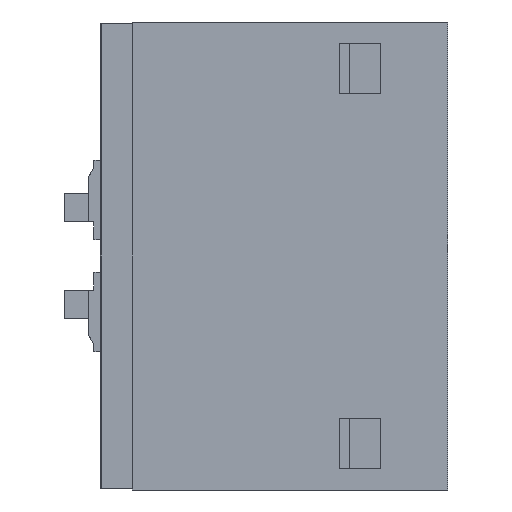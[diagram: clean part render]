
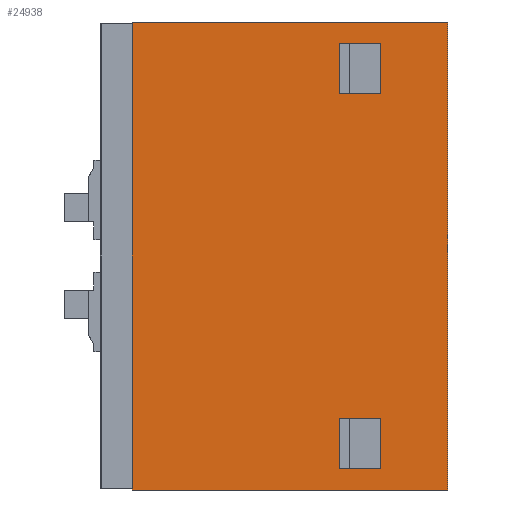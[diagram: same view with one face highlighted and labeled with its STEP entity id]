
A CAD part, left-side view. The second image highlights one B-rep face of the part: STEP entity #24938.
In plain terms, the highlighted planar face has unit normal (-1, 0, 0).
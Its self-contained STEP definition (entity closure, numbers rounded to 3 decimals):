
#7800=ORIENTED_EDGE('',*,*,#11634,.T.);
#7801=ORIENTED_EDGE('',*,*,#11629,.T.);
#7802=ORIENTED_EDGE('',*,*,#11635,.T.);
#7803=ORIENTED_EDGE('',*,*,#11636,.T.);
#7804=ORIENTED_EDGE('',*,*,#11637,.T.);
#7805=ORIENTED_EDGE('',*,*,#11638,.F.);
#7806=ORIENTED_EDGE('',*,*,#11639,.F.);
#7807=ORIENTED_EDGE('',*,*,#11640,.T.);
#7808=ORIENTED_EDGE('',*,*,#11641,.T.);
#7809=ORIENTED_EDGE('',*,*,#11633,.T.);
#7810=ORIENTED_EDGE('',*,*,#11642,.T.);
#7811=ORIENTED_EDGE('',*,*,#11643,.T.);
#11629=EDGE_CURVE('',#14127,#14129,#16959,.T.);
#11633=EDGE_CURVE('',#14131,#14133,#16963,.T.);
#11634=EDGE_CURVE('',#14134,#14127,#16964,.T.);
#11635=EDGE_CURVE('',#14129,#14135,#16965,.T.);
#11636=EDGE_CURVE('',#14135,#14134,#16966,.T.);
#11637=EDGE_CURVE('',#14136,#14137,#16967,.T.);
#11638=EDGE_CURVE('',#14138,#14137,#16968,.T.);
#11639=EDGE_CURVE('',#14139,#14138,#16969,.T.);
#11640=EDGE_CURVE('',#14139,#14136,#16970,.T.);
#11641=EDGE_CURVE('',#14140,#14131,#16971,.T.);
#11642=EDGE_CURVE('',#14133,#14141,#16972,.T.);
#11643=EDGE_CURVE('',#14141,#14140,#16973,.T.);
#14127=VERTEX_POINT('',#40912);
#14129=VERTEX_POINT('',#40916);
#14131=VERTEX_POINT('',#40921);
#14133=VERTEX_POINT('',#40925);
#14134=VERTEX_POINT('',#40929);
#14135=VERTEX_POINT('',#40931);
#14136=VERTEX_POINT('',#40934);
#14137=VERTEX_POINT('',#40935);
#14138=VERTEX_POINT('',#40937);
#14139=VERTEX_POINT('',#40939);
#14140=VERTEX_POINT('',#40942);
#14141=VERTEX_POINT('',#40944);
#16959=LINE('',#40917,#19805);
#16963=LINE('',#40926,#19809);
#16964=LINE('',#40928,#19810);
#16965=LINE('',#40930,#19811);
#16966=LINE('',#40932,#19812);
#16967=LINE('',#40933,#19813);
#16968=LINE('',#40936,#19814);
#16969=LINE('',#40938,#19815);
#16970=LINE('',#40940,#19816);
#16971=LINE('',#40941,#19817);
#16972=LINE('',#40943,#19818);
#16973=LINE('',#40945,#19819);
#19805=VECTOR('',#33594,1000.);
#19809=VECTOR('',#33600,1000.);
#19810=VECTOR('',#33603,1000.);
#19811=VECTOR('',#33604,1000.);
#19812=VECTOR('',#33605,1000.);
#19813=VECTOR('',#33606,1000.);
#19814=VECTOR('',#33607,1000.);
#19815=VECTOR('',#33608,1000.);
#19816=VECTOR('',#33609,1000.);
#19817=VECTOR('',#33610,1000.);
#19818=VECTOR('',#33611,1000.);
#19819=VECTOR('',#33612,1000.);
#21195=EDGE_LOOP('',(#7800,#7801,#7802,#7803));
#21196=EDGE_LOOP('',(#7804,#7805,#7806,#7807));
#21197=EDGE_LOOP('',(#7808,#7809,#7810,#7811));
#22549=FACE_BOUND('',#21195,.T.);
#22550=FACE_BOUND('',#21196,.T.);
#22551=FACE_BOUND('',#21197,.T.);
#23700=PLANE('',#26956);
#24938=ADVANCED_FACE('',(#22549,#22550,#22551),#23700,.F.);
#26956=AXIS2_PLACEMENT_3D('',#40927,#33601,#33602);
#33594=DIRECTION('',(0.,0.,-1.));
#33600=DIRECTION('',(0.,0.,-1.));
#33601=DIRECTION('',(1.,0.,0.));
#33602=DIRECTION('',(0.,0.,-1.));
#33603=DIRECTION('',(0.,-1.,0.));
#33604=DIRECTION('',(0.,1.,0.));
#33605=DIRECTION('',(0.,0.,1.));
#33606=DIRECTION('',(0.,-1.,0.));
#33607=DIRECTION('',(0.,0.,-1.));
#33608=DIRECTION('',(0.,-1.,0.));
#33609=DIRECTION('',(0.,0.,-1.));
#33610=DIRECTION('',(0.,-1.,0.));
#33611=DIRECTION('',(0.,1.,0.));
#33612=DIRECTION('',(0.,0.,1.));
#40912=CARTESIAN_POINT('',(-53.65,7.2,-17.35));
#40916=CARTESIAN_POINT('',(-53.65,7.2,-22.75));
#40917=CARTESIAN_POINT('',(-53.65,7.2,-17.35));
#40921=CARTESIAN_POINT('',(-53.65,7.2,22.75));
#40925=CARTESIAN_POINT('',(-53.65,7.2,17.35));
#40926=CARTESIAN_POINT('',(-53.65,7.2,22.75));
#40927=CARTESIAN_POINT('',(-53.65,33.8,25.05));
#40928=CARTESIAN_POINT('',(-53.65,11.6,-17.35));
#40929=CARTESIAN_POINT('',(-53.65,11.6,-17.35));
#40930=CARTESIAN_POINT('',(-53.65,7.2,-22.75));
#40931=CARTESIAN_POINT('',(-53.65,11.6,-22.75));
#40932=CARTESIAN_POINT('',(-53.65,11.6,-22.75));
#40933=CARTESIAN_POINT('',(-53.65,33.8,-25.05));
#40934=CARTESIAN_POINT('',(-53.65,33.8,-25.05));
#40935=CARTESIAN_POINT('',(-53.65,0.,-25.05));
#40936=CARTESIAN_POINT('',(-53.65,0.,25.05));
#40937=CARTESIAN_POINT('',(-53.65,0.,25.05));
#40938=CARTESIAN_POINT('',(-53.65,33.8,25.05));
#40939=CARTESIAN_POINT('',(-53.65,33.8,25.05));
#40940=CARTESIAN_POINT('',(-53.65,33.8,25.05));
#40941=CARTESIAN_POINT('',(-53.65,11.6,22.75));
#40942=CARTESIAN_POINT('',(-53.65,11.6,22.75));
#40943=CARTESIAN_POINT('',(-53.65,7.2,17.35));
#40944=CARTESIAN_POINT('',(-53.65,11.6,17.35));
#40945=CARTESIAN_POINT('',(-53.65,11.6,17.35));
